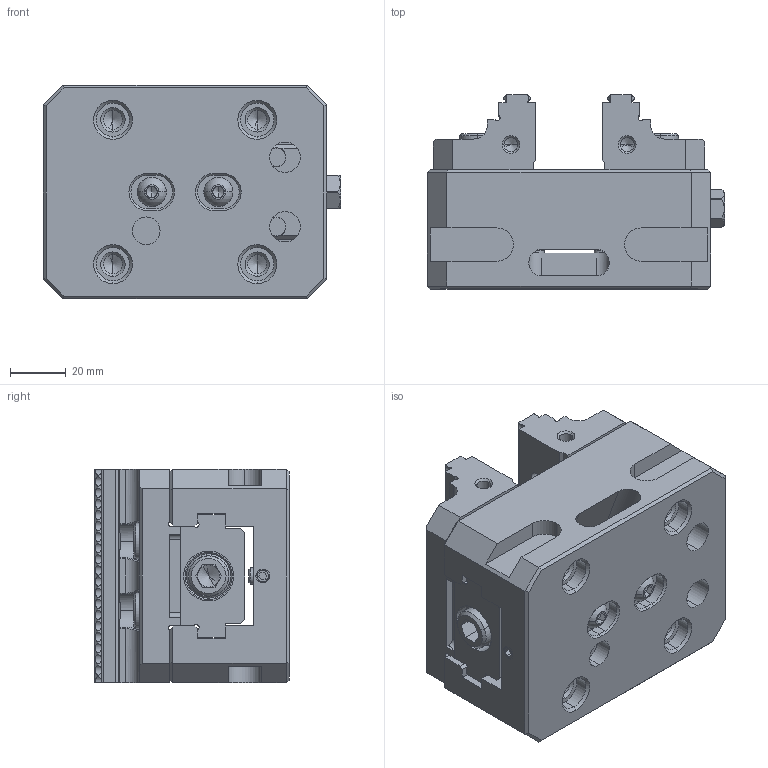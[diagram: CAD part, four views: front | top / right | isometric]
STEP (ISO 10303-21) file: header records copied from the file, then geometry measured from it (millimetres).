
FILE_DESCRIPTION (( 'STEP AP214' ), '1' );
FILE_NAME ('ASC-77X102S-Á³µ·2¤ä.STEP', '2022-03-28T08:56:14', ( '' ), ( '' ), 'SwSTEP 2.0', 'SolidWorks 2013', '' );
FILE_SCHEMA (( 'AUTOMOTIVE_DESIGN' ));
Length unit declared in the file: millimetre
Products named in the file (1): ASC-77X102S-螺絲2支
Bounding box: 107 x 70 x 77 mm (x, y, z)
Volume: 342410 mm3; surface area: 102507.5 mm2
Topology: 14 solids, 14 shells, 976 faces, 2558 edges, 1612 vertices
Faces by surface type: plane 442, cylinder 364, cone 128, torus 20, bspline 14, sphere 8
Entity records: 46631 total; most frequent: CARTESIAN_POINT 12621, ORIENTED_EDGE 5036, DIRECTION 4616, EDGE_CURVE 2518, VERTEX_POINT 1612, AXIS2_PLACEMENT_3D 1555, VECTOR 1506, LINE 1506
